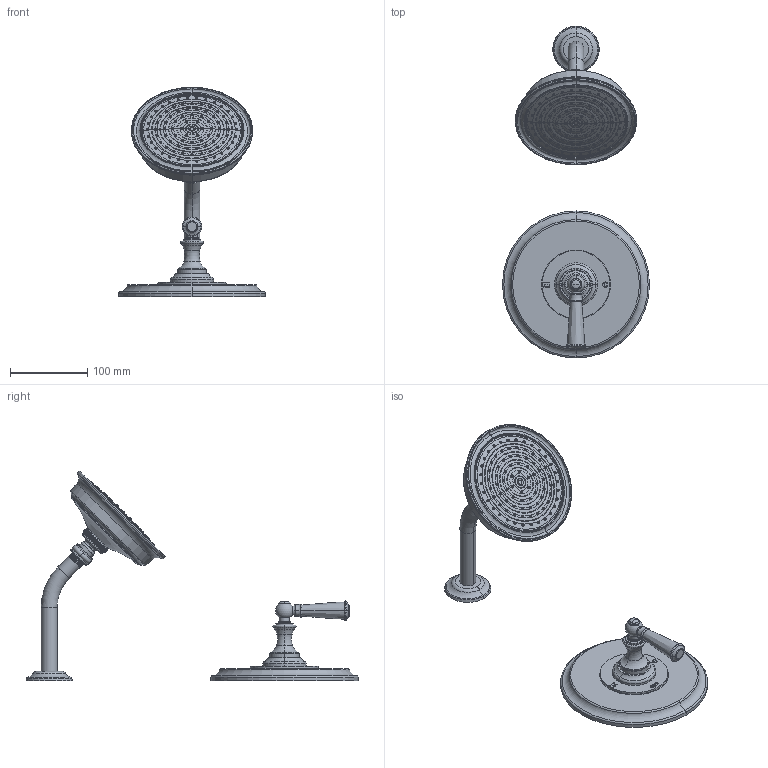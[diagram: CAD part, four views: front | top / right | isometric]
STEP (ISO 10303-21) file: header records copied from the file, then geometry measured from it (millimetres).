
FILE_DESCRIPTION((''),'2;1');
FILE_NAME('3-2454BP','2021-05-28T14:47:45',('jinson.thomas'),(''),'CREO PARAMETRIC BY PTC INC, 2018400','CREO PARAMETRIC BY PTC INC, 2018400','');
FILE_SCHEMA(('CONFIG_CONTROL_DESIGN'));
Products named in the file (1): 3-2454BP
Bounding box: 190.5 x 430.15 x 271.55 mm (x, y, z)
Volume: 1150986.8 mm3; surface area: 150954.1 mm2
Topology: 2 solids, 2 shells, 1226 faces, 3012 edges, 2000 vertices
Faces by surface type: torus 306, plane 272, cylinder 234, cone 192, sphere 108, extrusion 95, bspline 19
Entity records: 56577 total; most frequent: CARTESIAN_POINT 28326, ORIENTED_EDGE 6020, DIRECTION 5524, EDGE_CURVE 3010, AXIS2_PLACEMENT_3D 2300, VERTEX_POINT 2000, EDGE_LOOP 1438, FACE_OUTER_BOUND 1226
